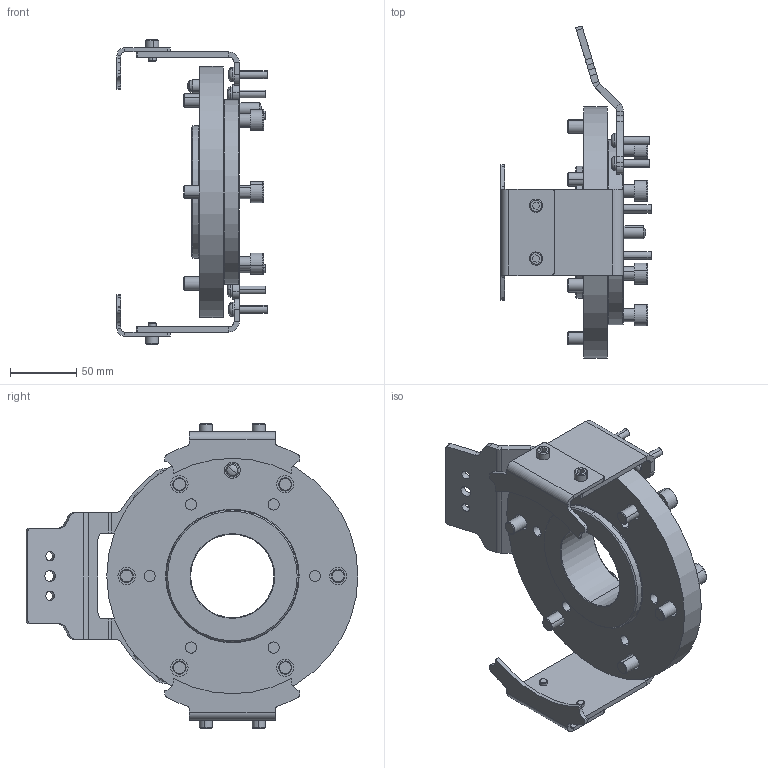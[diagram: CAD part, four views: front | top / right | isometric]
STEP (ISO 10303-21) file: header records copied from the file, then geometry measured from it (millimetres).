
FILE_DESCRIPTION (( 'STEP AP203' ), '1' );
FILE_NAME ('P5413.STEP', '2019-08-08T06:13:38', ( '' ), ( '' ), 'SwSTEP 2.0', 'SolidWorks 2017', '' );
FILE_SCHEMA (( 'CONFIG_CONTROL_DESIGN' ));
Length unit declared in the file: millimetre
Products named in the file (1): P5413
Bounding box: 113.55 x 251.02 x 230 mm (x, y, z)
Volume: 753655.1 mm3; surface area: 181432.7 mm2
Topology: 39 solids, 39 shells, 714 faces, 1594 edges, 999 vertices
Faces by surface type: cylinder 296, plane 292, torus 72, cone 46, sphere 8
Entity records: 20057 total; most frequent: DIRECTION 3818, CARTESIAN_POINT 3306, ORIENTED_EDGE 3184, EDGE_CURVE 1592, AXIS2_PLACEMENT_3D 1511, VERTEX_POINT 999, EDGE_LOOP 837, CIRCLE 796
